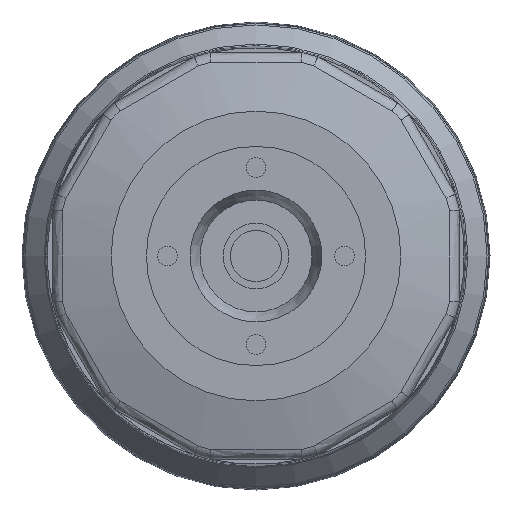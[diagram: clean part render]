
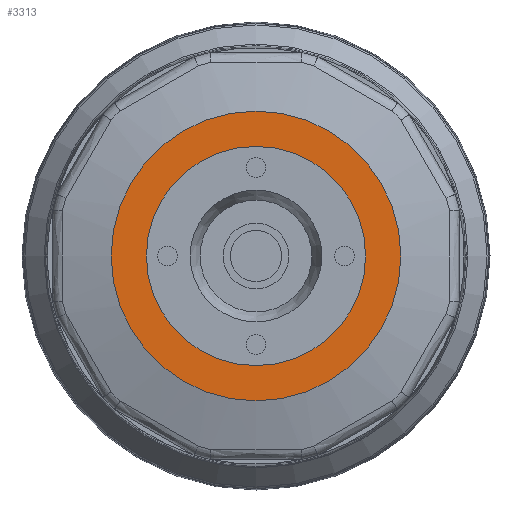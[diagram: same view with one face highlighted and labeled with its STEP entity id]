
A CAD part, left-side view. The second image highlights one B-rep face of the part: STEP entity #3313.
In plain terms, the highlighted planar face has unit normal (-1, 0, 0).
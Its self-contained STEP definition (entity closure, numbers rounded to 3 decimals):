
#2888=CARTESIAN_POINT('',(-75.7,22.,0.0));
#2889=VERTEX_POINT('',#2888);
#2890=CARTESIAN_POINT('',(-75.7,0.,0.0));
#2891=DIRECTION('',(1.0,0.0,0.0));
#2892=DIRECTION('',(0.0,1.0,0.0));
#2893=AXIS2_PLACEMENT_3D('',#2890,#2891,#2892);
#2894=CIRCLE('',#2893,22.0);
#2895=EDGE_CURVE('',#2889,#2889,#2894,.T.);
#2934=CARTESIAN_POINT('',(-75.7,0.,16.65));
#2935=VERTEX_POINT('',#2934);
#2936=CARTESIAN_POINT('',(-75.7,0.,0.0));
#2937=DIRECTION('',(1.0,0.0,0.0));
#2938=DIRECTION('',(0.0,0.0,-1.0));
#2939=AXIS2_PLACEMENT_3D('',#2936,#2937,#2938);
#2940=CIRCLE('',#2939,16.65);
#2941=EDGE_CURVE('',#2935,#2935,#2940,.T.);
#3302=CARTESIAN_POINT('',(-75.7,11.,0.0));
#3303=DIRECTION('',(-1.0,0.0,0.0));
#3304=DIRECTION('',(0.0,0.0,1.0));
#3305=AXIS2_PLACEMENT_3D('',#3302,#3303,#3304);
#3306=PLANE('',#3305);
#3307=ORIENTED_EDGE('',*,*,#2895,.F.);
#3308=EDGE_LOOP('',(#3307));
#3309=FACE_OUTER_BOUND('',#3308,.T.);
#3310=ORIENTED_EDGE('',*,*,#2941,.T.);
#3311=EDGE_LOOP('',(#3310));
#3312=FACE_BOUND('',#3311,.T.);
#3313=ADVANCED_FACE('',(#3309,#3312),#3306,.T.);
